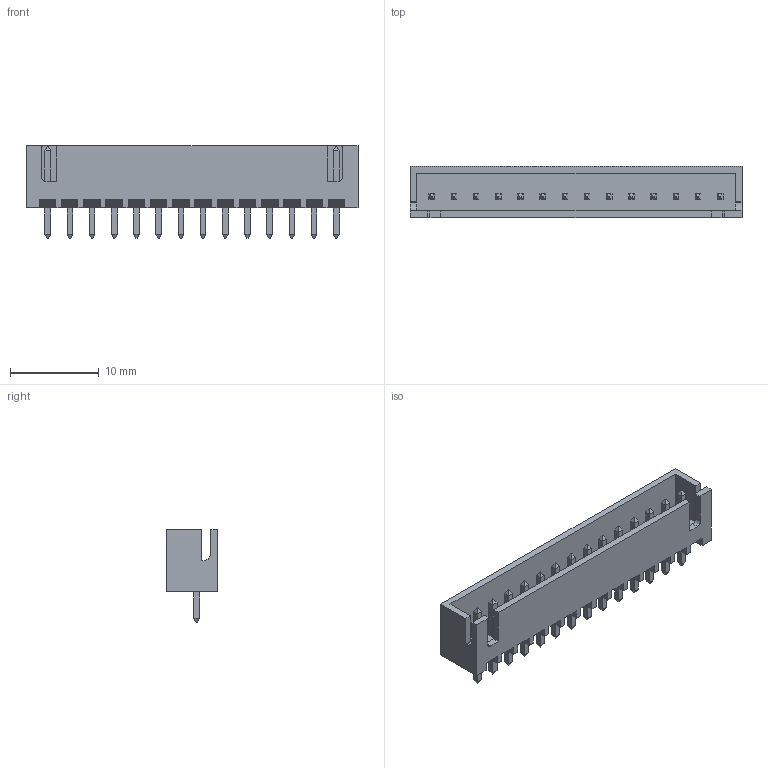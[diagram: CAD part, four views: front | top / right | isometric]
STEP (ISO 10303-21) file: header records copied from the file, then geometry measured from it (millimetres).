
FILE_DESCRIPTION(('FreeCAD Model'),'2;1');
FILE_NAME('B14B-XH-A.step', '2019-08-19T01:05:41',('Author'),(''), 'Open CASCADE STEP processor 6.8','FreeCAD','Unknown');
FILE_SCHEMA(('AUTOMOTIVE_DESIGN_CC2 { 1 2 10303 214 -1 1 5 4 }'));
Length unit declared in the file: millimetre
Products named in the file (1): B14B-XH-A
Bounding box: 37.4 x 5.75 x 10.4 mm (x, y, z)
Volume: 720.1 mm3; surface area: 1710.6 mm2
Topology: 1 solids, 1 shells, 366 faces, 896 edges, 560 vertices
Faces by surface type: plane 360, cylinder 6
Entity records: 12971 total; most frequent: CARTESIAN_POINT 1823, ORIENTED_EDGE 1792, DIRECTION 1642, EDGE_CURVE 896, LINE 884, VECTOR 884, VERTEX_POINT 560, FACE_BOUND 394
